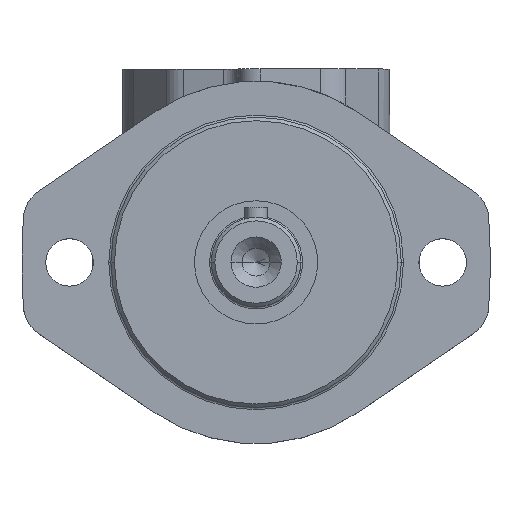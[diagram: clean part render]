
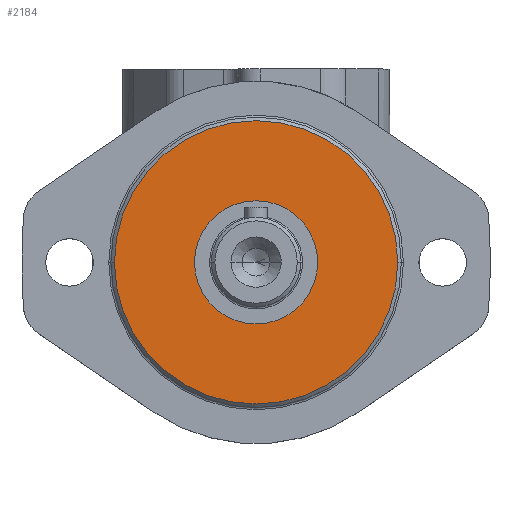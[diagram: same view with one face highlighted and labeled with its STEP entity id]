
A CAD part, top view. The second image highlights one B-rep face of the part: STEP entity #2184.
In plain terms, the highlighted planar face has unit normal (0, 0, 1).
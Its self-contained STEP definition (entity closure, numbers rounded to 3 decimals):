
#630 = FACE_BOUND ( 'NONE', #3595, .T. ) ;
#639 = FACE_OUTER_BOUND ( 'NONE', #3276, .T. ) ;
#750 = CIRCLE ( 'NONE', #2696, 17.5 ) ;
#780 = CIRCLE ( 'NONE', #2710, 17.5 ) ;
#782 = CIRCLE ( 'NONE', #2712, 40.25 ) ;
#932 = CIRCLE ( 'NONE', #2734, 40.25 ) ;
#1163 = DIRECTION ( 'NONE',  ( 1., 0., 0. ) ) ;
#1170 = DIRECTION ( 'NONE',  ( 0., 0., 1. ) ) ;
#1174 = CARTESIAN_POINT ( 'NONE',  ( 0., 0., 24. ) ) ;
#1255 = DIRECTION ( 'NONE',  ( 1., 0., 0. ) ) ;
#1256 = DIRECTION ( 'NONE',  ( 0., 0., 1. ) ) ;
#1257 = CARTESIAN_POINT ( 'NONE',  ( 0., 0., 24. ) ) ;
#1430 = DIRECTION ( 'NONE',  ( 1., 0., 0. ) ) ;
#1431 = DIRECTION ( 'NONE',  ( 0., 0., 1. ) ) ;
#1432 = CARTESIAN_POINT ( 'NONE',  ( 0., 0., 24. ) ) ;
#1436 = DIRECTION ( 'NONE',  ( 1., 0., 0. ) ) ;
#1437 = DIRECTION ( 'NONE',  ( 0., 0., 1. ) ) ;
#1438 = CARTESIAN_POINT ( 'NONE',  ( 0., 0., 24. ) ) ;
#1961 = EDGE_CURVE ( 'NONE', #6688, #6411, #932, .T. ) ;
#2068 = EDGE_CURVE ( 'NONE', #6411, #6688, #782, .T. ) ;
#2070 = EDGE_CURVE ( 'NONE', #6672, #6681, #780, .T. ) ;
#2105 = EDGE_CURVE ( 'NONE', #6681, #6672, #750, .T. ) ;
#2184 = ADVANCED_FACE ( 'NONE', ( #639, #630 ), #5430, .T. ) ;
#2663 = AXIS2_PLACEMENT_3D ( 'NONE', #5437, #5428, #5427 ) ;
#2696 = AXIS2_PLACEMENT_3D ( 'NONE', #1257, #1256, #1255 ) ;
#2710 = AXIS2_PLACEMENT_3D ( 'NONE', #1432, #1431, #1430 ) ;
#2712 = AXIS2_PLACEMENT_3D ( 'NONE', #1438, #1437, #1436 ) ;
#2734 = AXIS2_PLACEMENT_3D ( 'NONE', #1174, #1170, #1163 ) ;
#3276 = EDGE_LOOP ( 'NONE', ( #3574, #3575 ) ) ;
#3571 = ORIENTED_EDGE ( 'NONE', *, *, #2070, .F. ) ;
#3573 = ORIENTED_EDGE ( 'NONE', *, *, #2105, .F. ) ;
#3574 = ORIENTED_EDGE ( 'NONE', *, *, #2068, .T. ) ;
#3575 = ORIENTED_EDGE ( 'NONE', *, *, #1961, .T. ) ;
#3595 = EDGE_LOOP ( 'NONE', ( #3573, #3571 ) ) ;
#4351 = CARTESIAN_POINT ( 'NONE',  ( -17.5, 0., 24. ) ) ;
#4353 = CARTESIAN_POINT ( 'NONE',  ( 40.25, 0., 24. ) ) ;
#4358 = CARTESIAN_POINT ( 'NONE',  ( 17.5, 0., 24. ) ) ;
#4385 = CARTESIAN_POINT ( 'NONE',  ( -40.25, 0., 24. ) ) ;
#5427 = DIRECTION ( 'NONE',  ( 1., 0., 0. ) ) ;
#5428 = DIRECTION ( 'NONE',  ( 0., 0., 1. ) ) ;
#5430 = PLANE ( 'NONE',  #2663 ) ;
#5437 = CARTESIAN_POINT ( 'NONE',  ( 0., 0., 24. ) ) ;
#6411 = VERTEX_POINT ( 'NONE', #4385 ) ;
#6672 = VERTEX_POINT ( 'NONE', #4358 ) ;
#6681 = VERTEX_POINT ( 'NONE', #4351 ) ;
#6688 = VERTEX_POINT ( 'NONE', #4353 ) ;
